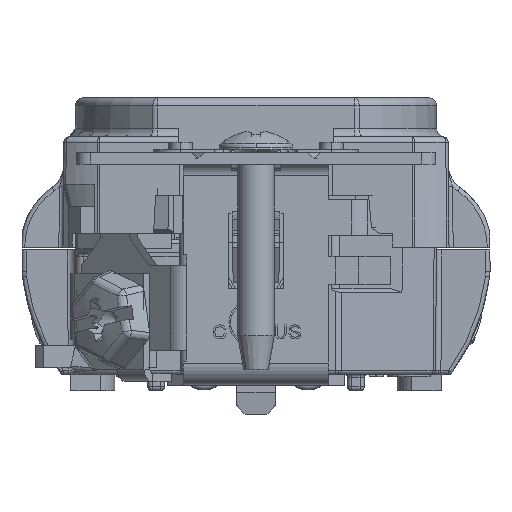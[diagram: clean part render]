
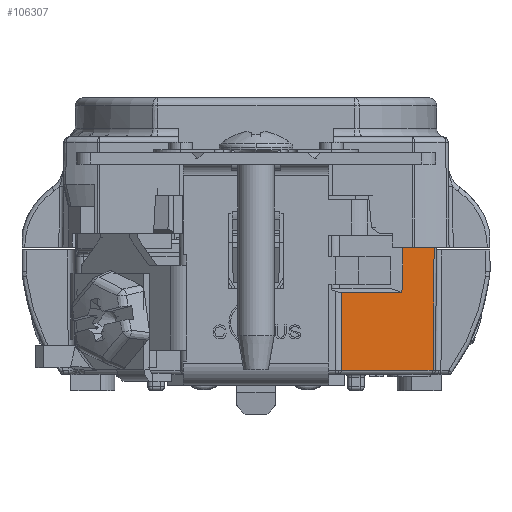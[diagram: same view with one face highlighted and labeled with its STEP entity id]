
A CAD part, front view. The second image highlights one B-rep face of the part: STEP entity #106307.
In plain terms, the highlighted planar face has unit normal (0.707, -0.707, -0.009).
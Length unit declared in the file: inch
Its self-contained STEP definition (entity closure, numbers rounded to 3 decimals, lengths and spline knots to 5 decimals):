
#5041 = LINE ( 'NONE', #82853, #33736 ) ;
#9136 = DIRECTION ( 'NONE',  ( -0.707, -0.707, 0. ) ) ;
#9454 = CARTESIAN_POINT ( 'NONE',  ( 0.47294, -1.34417, 0.35311 ) ) ;
#9997 = EDGE_CURVE ( 'NONE', #90720, #195042, #137769, .T. ) ;
#19194 = EDGE_CURVE ( 'NONE', #195042, #40607, #164639, .T. ) ;
#24011 = ORIENTED_EDGE ( 'NONE', *, *, #49613, .T. ) ;
#33097 = EDGE_LOOP ( 'NONE', ( #84074, #148728, #24011, #185914, #50314, #167543 ) ) ;
#33736 = VECTOR ( 'NONE', #110788, 39.37008 ) ;
#40607 = VERTEX_POINT ( 'NONE', #64647 ) ;
#44372 = VERTEX_POINT ( 'NONE', #112664 ) ;
#48635 = PLANE ( 'NONE',  #174829 ) ;
#49613 = EDGE_CURVE ( 'NONE', #40607, #105445, #60353, .T. ) ;
#50314 = ORIENTED_EDGE ( 'NONE', *, *, #194998, .T. ) ;
#52367 = CARTESIAN_POINT ( 'NONE',  ( 0.59089, -1.22888, 0.56811 ) ) ;
#57156 = DIRECTION ( 'NONE',  ( 0.707, 0.707, 0. ) ) ;
#60353 = LINE ( 'NONE', #67770, #127036 ) ;
#62309 = CARTESIAN_POINT ( 'NONE',  ( 0.47747, -1.3423, 0.56811 ) ) ;
#64647 = CARTESIAN_POINT ( 'NONE',  ( 0.25262, -1.56449, 0.35311 ) ) ;
#66180 = LINE ( 'NONE', #180582, #149457 ) ;
#66368 = VECTOR ( 'NONE', #76201, 39.37008 ) ;
#67770 = CARTESIAN_POINT ( 'NONE',  ( 0.25154, -1.56187, 0.05315 ) ) ;
#72197 = CARTESIAN_POINT ( 'NONE',  ( 0.47703, -1.34248, 0.54725 ) ) ;
#76201 = DIRECTION ( 'NONE',  ( -0.021, -0.009, -1. ) ) ;
#77486 = EDGE_CURVE ( 'NONE', #167990, #90720, #66180, .T. ) ;
#78118 = VECTOR ( 'NONE', #57156, 39.37008 ) ;
#80671 = DIRECTION ( 'NONE',  ( 0.707, -0.707, -0.009 ) ) ;
#82853 = CARTESIAN_POINT ( 'NONE',  ( 0.59085, -1.22886, 0.56395 ) ) ;
#84074 = ORIENTED_EDGE ( 'NONE', *, *, #9997, .T. ) ;
#89374 = DIRECTION ( 'NONE',  ( -0.707, -0.707, 0. ) ) ;
#90720 = VERTEX_POINT ( 'NONE', #62309 ) ;
#97831 = CARTESIAN_POINT ( 'NONE',  ( -0.22285, -2.04262, 0.56811 ) ) ;
#102803 = FACE_OUTER_BOUND ( 'NONE', #33097, .T. ) ;
#105445 = VERTEX_POINT ( 'NONE', #121245 ) ;
#106307 = ADVANCED_FACE ( 'NONE', ( #102803 ), #48635, .T. ) ;
#110788 = DIRECTION ( 'NONE',  ( 0.009, -0.004, 1. ) ) ;
#112664 = CARTESIAN_POINT ( 'NONE',  ( 0.58653, -1.22707, 0.06798 ) ) ;
#118512 = LINE ( 'NONE', #148412, #78118 ) ;
#121245 = CARTESIAN_POINT ( 'NONE',  ( 0.25159, -1.562, 0.06798 ) ) ;
#124190 = VECTOR ( 'NONE', #9136, 39.37008 ) ;
#127036 = VECTOR ( 'NONE', #174921, 39.37008 ) ;
#137591 = EDGE_CURVE ( 'NONE', #105445, #44372, #118512, .T. ) ;
#137769 = LINE ( 'NONE', #72197, #66368 ) ;
#148412 = CARTESIAN_POINT ( 'NONE',  ( -0.22594, -2.03954, 0.06798 ) ) ;
#148728 = ORIENTED_EDGE ( 'NONE', *, *, #19194, .T. ) ;
#149457 = VECTOR ( 'NONE', #89374, 39.37008 ) ;
#164639 = LINE ( 'NONE', #192333, #124190 ) ;
#167543 = ORIENTED_EDGE ( 'NONE', *, *, #77486, .T. ) ;
#167990 = VERTEX_POINT ( 'NONE', #52367 ) ;
#172493 = DIRECTION ( 'NONE',  ( 0.707, 0.707, 0. ) ) ;
#174829 = AXIS2_PLACEMENT_3D ( 'NONE', #97831, #80671, #172493 ) ;
#174921 = DIRECTION ( 'NONE',  ( -0.004, 0.009, -1. ) ) ;
#180582 = CARTESIAN_POINT ( 'NONE',  ( -0.22285, -2.04262, 0.56811 ) ) ;
#185914 = ORIENTED_EDGE ( 'NONE', *, *, #137591, .T. ) ;
#192333 = CARTESIAN_POINT ( 'NONE',  ( 0.25258, -1.56453, 0.35311 ) ) ;
#194998 = EDGE_CURVE ( 'NONE', #44372, #167990, #5041, .T. ) ;
#195042 = VERTEX_POINT ( 'NONE', #9454 ) ;
